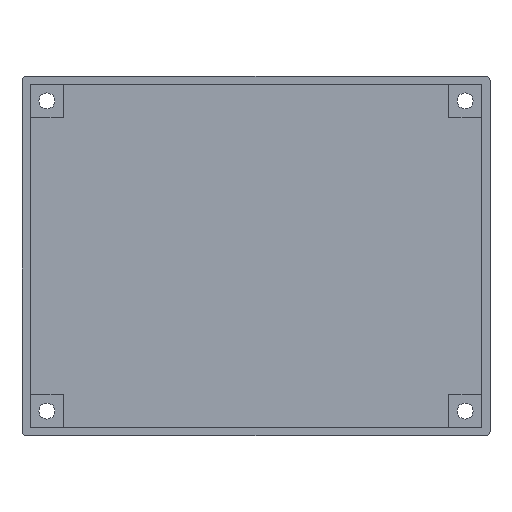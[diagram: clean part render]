
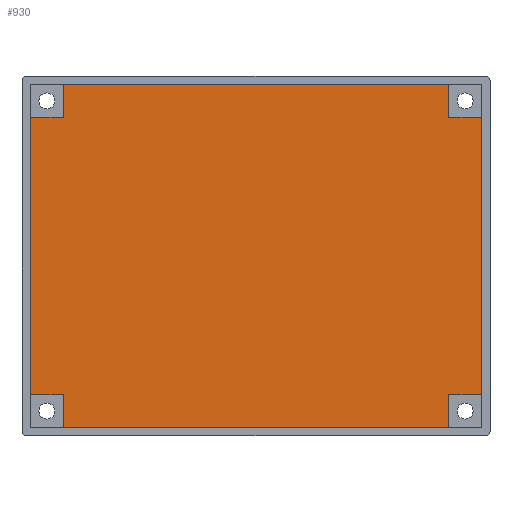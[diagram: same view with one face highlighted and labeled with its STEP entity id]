
A CAD part, top view. The second image highlights one B-rep face of the part: STEP entity #930.
In plain terms, the highlighted planar face has unit normal (0, 0, 1).
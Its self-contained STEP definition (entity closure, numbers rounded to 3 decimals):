
#503 = VERTEX_POINT('',#504);
#504 = CARTESIAN_POINT('',(1.8,8.8,2.));
#510 = EDGE_CURVE('',#511,#503,#513,.T.);
#511 = VERTEX_POINT('',#512);
#512 = CARTESIAN_POINT('',(1.8,67.8,2.));
#513 = LINE('',#514,#515);
#514 = CARTESIAN_POINT('',(1.8,74.8,2.));
#515 = VECTOR('',#516,1.);
#516 = DIRECTION('',(0.,-1.,0.));
#559 = VERTEX_POINT('',#560);
#560 = CARTESIAN_POINT('',(90.8,1.8,2.));
#566 = EDGE_CURVE('',#567,#559,#569,.T.);
#567 = VERTEX_POINT('',#568);
#568 = CARTESIAN_POINT('',(8.8,1.8,2.));
#569 = LINE('',#570,#571);
#570 = CARTESIAN_POINT('',(1.8,1.8,2.));
#571 = VECTOR('',#572,1.);
#572 = DIRECTION('',(1.,0.,0.));
#615 = VERTEX_POINT('',#616);
#616 = CARTESIAN_POINT('',(97.8,8.8,2.));
#622 = EDGE_CURVE('',#623,#615,#625,.T.);
#623 = VERTEX_POINT('',#624);
#624 = CARTESIAN_POINT('',(97.8,67.8,2.));
#625 = LINE('',#626,#627);
#626 = CARTESIAN_POINT('',(97.8,74.8,2.));
#627 = VECTOR('',#628,1.);
#628 = DIRECTION('',(0.,-1.,0.));
#664 = VERTEX_POINT('',#665);
#665 = CARTESIAN_POINT('',(90.8,74.8,2.));
#671 = EDGE_CURVE('',#672,#664,#674,.T.);
#672 = VERTEX_POINT('',#673);
#673 = CARTESIAN_POINT('',(8.8,74.8,2.));
#674 = LINE('',#675,#676);
#675 = CARTESIAN_POINT('',(1.8,74.8,2.));
#676 = VECTOR('',#677,1.);
#677 = DIRECTION('',(1.,0.,0.));
#913 = VERTEX_POINT('',#914);
#914 = CARTESIAN_POINT('',(8.8,67.8,2.));
#920 = EDGE_CURVE('',#511,#913,#921,.T.);
#921 = LINE('',#922,#923);
#922 = CARTESIAN_POINT('',(1.8,67.8,2.));
#923 = VECTOR('',#924,1.);
#924 = DIRECTION('',(1.,0.,0.));
#930 = ADVANCED_FACE('',(#931),#986,.T.);
#931 = FACE_BOUND('',#932,.T.);
#932 = EDGE_LOOP('',(#933,#934,#940,#941,#942,#950,#956,#957,#965,#971,
    #972,#980));
#933 = ORIENTED_EDGE('',*,*,#671,.F.);
#934 = ORIENTED_EDGE('',*,*,#935,.F.);
#935 = EDGE_CURVE('',#913,#672,#936,.T.);
#936 = LINE('',#937,#938);
#937 = CARTESIAN_POINT('',(8.8,67.8,2.));
#938 = VECTOR('',#939,1.);
#939 = DIRECTION('',(0.,1.,0.));
#940 = ORIENTED_EDGE('',*,*,#920,.F.);
#941 = ORIENTED_EDGE('',*,*,#510,.T.);
#942 = ORIENTED_EDGE('',*,*,#943,.F.);
#943 = EDGE_CURVE('',#944,#503,#946,.T.);
#944 = VERTEX_POINT('',#945);
#945 = CARTESIAN_POINT('',(8.8,8.8,2.));
#946 = LINE('',#947,#948);
#947 = CARTESIAN_POINT('',(8.8,8.8,2.));
#948 = VECTOR('',#949,1.);
#949 = DIRECTION('',(-1.,0.,0.));
#950 = ORIENTED_EDGE('',*,*,#951,.F.);
#951 = EDGE_CURVE('',#567,#944,#952,.T.);
#952 = LINE('',#953,#954);
#953 = CARTESIAN_POINT('',(8.8,1.8,2.));
#954 = VECTOR('',#955,1.);
#955 = DIRECTION('',(0.,1.,0.));
#956 = ORIENTED_EDGE('',*,*,#566,.T.);
#957 = ORIENTED_EDGE('',*,*,#958,.F.);
#958 = EDGE_CURVE('',#959,#559,#961,.T.);
#959 = VERTEX_POINT('',#960);
#960 = CARTESIAN_POINT('',(90.8,8.8,2.));
#961 = LINE('',#962,#963);
#962 = CARTESIAN_POINT('',(90.8,8.8,2.));
#963 = VECTOR('',#964,1.);
#964 = DIRECTION('',(0.,-1.,0.));
#965 = ORIENTED_EDGE('',*,*,#966,.F.);
#966 = EDGE_CURVE('',#615,#959,#967,.T.);
#967 = LINE('',#968,#969);
#968 = CARTESIAN_POINT('',(97.8,8.8,2.));
#969 = VECTOR('',#970,1.);
#970 = DIRECTION('',(-1.,0.,0.));
#971 = ORIENTED_EDGE('',*,*,#622,.F.);
#972 = ORIENTED_EDGE('',*,*,#973,.F.);
#973 = EDGE_CURVE('',#974,#623,#976,.T.);
#974 = VERTEX_POINT('',#975);
#975 = CARTESIAN_POINT('',(90.8,67.8,2.));
#976 = LINE('',#977,#978);
#977 = CARTESIAN_POINT('',(90.8,67.8,2.));
#978 = VECTOR('',#979,1.);
#979 = DIRECTION('',(1.,0.,0.));
#980 = ORIENTED_EDGE('',*,*,#981,.F.);
#981 = EDGE_CURVE('',#664,#974,#982,.T.);
#982 = LINE('',#983,#984);
#983 = CARTESIAN_POINT('',(90.8,74.8,2.));
#984 = VECTOR('',#985,1.);
#985 = DIRECTION('',(0.,-1.,0.));
#986 = PLANE('',#987);
#987 = AXIS2_PLACEMENT_3D('',#988,#989,#990);
#988 = CARTESIAN_POINT('',(49.8,38.3,2.));
#989 = DIRECTION('',(0.,0.,1.));
#990 = DIRECTION('',(1.,0.,0.));
